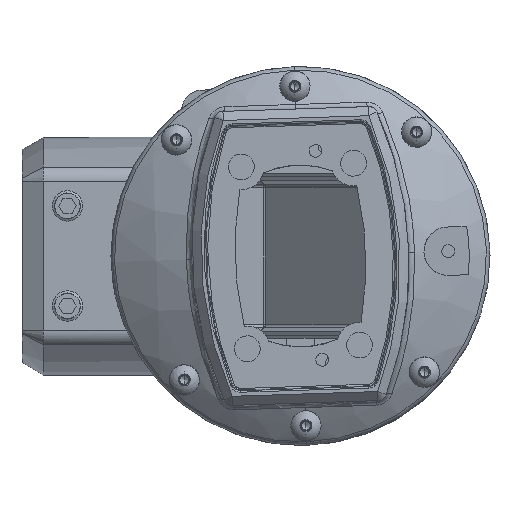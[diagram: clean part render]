
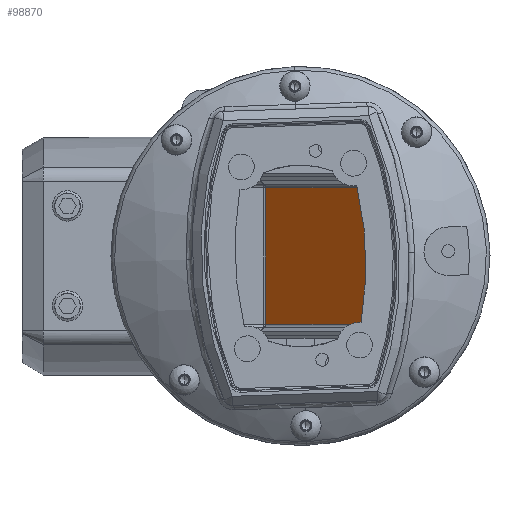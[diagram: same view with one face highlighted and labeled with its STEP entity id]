
A CAD part, front view. The second image highlights one B-rep face of the part: STEP entity #98870.
In plain terms, the highlighted planar face has unit normal (-0.707, -0.707, 0).
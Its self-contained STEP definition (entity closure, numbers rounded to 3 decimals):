
#116 = EDGE_CURVE ( 'NONE', #52327, #60848, #47397, .T. ) ;
#4759 = CARTESIAN_POINT ( 'NONE',  ( 2.475, 34.295, -22.549 ) ) ;
#8080 = FACE_OUTER_BOUND ( 'NONE', #46359, .T. ) ;
#13454 = VECTOR ( 'NONE', #93306, 1000. ) ;
#19920 = EDGE_CURVE ( 'NONE', #39638, #52327, #103174, .T. ) ;
#21735 = EDGE_CURVE ( 'NONE', #94199, #60848, #25335, .T. ) ;
#21969 = DIRECTION ( 'NONE',  ( -0.707, 0.707, 0. ) ) ;
#22062 = EDGE_CURVE ( 'NONE', #39638, #94199, #101192, .T. ) ;
#22191 = AXIS2_PLACEMENT_3D ( 'NONE', #77552, #28052, #85743 ) ;
#22727 = VECTOR ( 'NONE', #21969, 1000. ) ;
#25335 = LINE ( 'NONE', #4759, #22727 ) ;
#28052 = DIRECTION ( 'NONE',  ( 0.707, 0.707, 0. ) ) ;
#29300 = CARTESIAN_POINT ( 'NONE',  ( 48.207, -11.438, -22.549 ) ) ;
#39638 = VERTEX_POINT ( 'NONE', #46005 ) ;
#40613 = DIRECTION ( 'NONE',  ( -0.707, 0.707, 0. ) ) ;
#44338 = CARTESIAN_POINT ( 'NONE',  ( 48.207, -11.438, -28. ) ) ;
#44944 = DIRECTION ( 'NONE',  ( 0., 0., -1. ) ) ;
#46005 = CARTESIAN_POINT ( 'NONE',  ( 48.207, -11.438, 22.549 ) ) ;
#46359 = EDGE_LOOP ( 'NONE', ( #47813, #78970, #76975, #59322 ) ) ;
#47397 = LINE ( 'NONE', #48613, #88284 ) ;
#47813 = ORIENTED_EDGE ( 'NONE', *, *, #116, .T. ) ;
#48613 = CARTESIAN_POINT ( 'NONE',  ( -11.438, 48.207, -23.361 ) ) ;
#52327 = VERTEX_POINT ( 'NONE', #69597 ) ;
#55025 = CARTESIAN_POINT ( 'NONE',  ( -11.438, 48.207, -22.549 ) ) ;
#59322 = ORIENTED_EDGE ( 'NONE', *, *, #19920, .T. ) ;
#60848 = VERTEX_POINT ( 'NONE', #55025 ) ;
#69597 = CARTESIAN_POINT ( 'NONE',  ( -11.438, 48.207, 22.549 ) ) ;
#73627 = CARTESIAN_POINT ( 'NONE',  ( 2.475, 34.295, 22.549 ) ) ;
#76975 = ORIENTED_EDGE ( 'NONE', *, *, #22062, .F. ) ;
#77552 = CARTESIAN_POINT ( 'NONE',  ( 2.475, 34.295, -28. ) ) ;
#78970 = ORIENTED_EDGE ( 'NONE', *, *, #21735, .F. ) ;
#85743 = DIRECTION ( 'NONE',  ( -0.707, 0.707, 0. ) ) ;
#88284 = VECTOR ( 'NONE', #44944, 1000. ) ;
#93306 = DIRECTION ( 'NONE',  ( 0., 0., -1. ) ) ;
#93627 = PLANE ( 'NONE',  #22191 ) ;
#94199 = VERTEX_POINT ( 'NONE', #29300 ) ;
#98870 = ADVANCED_FACE ( 'NONE', ( #8080 ), #93627, .F. ) ;
#100611 = VECTOR ( 'NONE', #40613, 1000. ) ;
#101192 = LINE ( 'NONE', #44338, #13454 ) ;
#103174 = LINE ( 'NONE', #73627, #100611 ) ;
